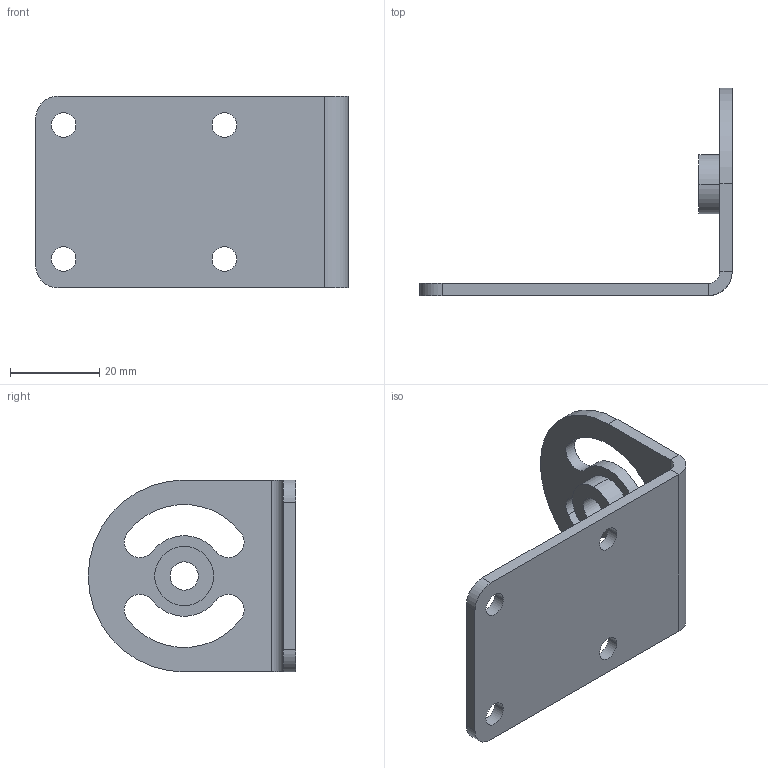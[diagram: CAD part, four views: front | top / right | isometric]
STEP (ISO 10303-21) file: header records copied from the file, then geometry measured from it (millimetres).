
FILE_DESCRIPTION((''),'2;1');
FILE_NAME('146046_SW','2009-05-19T',('banengservice'),('BANNER ENGINEERING'),'PRO/ENGINEER BY PARAMETRIC TECHNOLOGY CORPORATION, 2006170','PRO/ENGINEER BY PARAMETRIC TECHNOLOGY CORPORATION, 2006170','');
FILE_SCHEMA(('CONFIG_CONTROL_DESIGN'));
Length unit declared in the file: inch
Products named in the file (1): 146046_SW
Bounding box: 70 x 46.5 x 43 mm (x, y, z)
Volume: 11771.1 mm3; surface area: 9879.6 mm2
Topology: 1 solids, 1 shells, 41 faces, 103 edges, 66 vertices
Faces by surface type: cylinder 28, plane 13
Entity records: 1317 total; most frequent: DIRECTION 241, CARTESIAN_POINT 210, ORIENTED_EDGE 206, EDGE_CURVE 103, AXIS2_PLACEMENT_3D 97, VERTEX_POINT 66, EDGE_LOOP 57, CIRCLE 56
